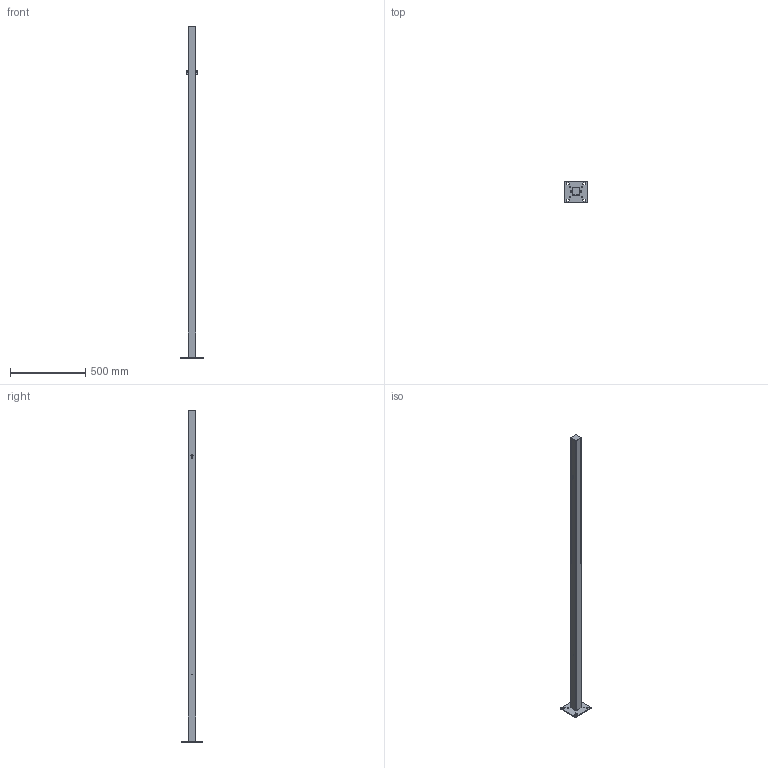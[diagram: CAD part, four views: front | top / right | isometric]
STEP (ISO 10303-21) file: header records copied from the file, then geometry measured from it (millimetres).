
FILE_DESCRIPTION(/* description */ ('STEP AP242 Edition 2','CAx-IF Rec.Pracs.---Representation and Presentation of Product Manufacturing Information (PMI)---4.0---2014-10-13','CAx-IF Rec.Pracs.---3D Tessellated Geometry---0.4---2014-09-14','2;1','CAx-IF Rec.Pracs.---User Defined Attributes---1.5---2016-08-15'),/* implementation_level */ '2;1');
FILE_NAME(/* name */ '697b7486c06a5d295ef7f435',/* time_stamp */ '2026-01-29T14:53:58Z',/* author */ (''),/* organization */ (''),/* preprocessor_version */ 'ST-DEVELOPER v20',/* originating_system */ 'ONSHAPE BY PTC INC, 1.209',/* authorisation */ ' ');
FILE_SCHEMA (('AP242_MANAGED_MODEL_BASED_3D_ENGINEERING_MIM_LF { 1 0 10303 442 3 1 4 }'));
Length unit declared in the file: metre
Products named in the file (10): Standard Post; HRD-0013 <1>; Locking Screw; 2x2 Steel Tube; HRD-0012 <2>; Anchor Post Fitting; HRD-0012 <1>; HRD-0013 <2>; PRT-00016 Rev B; Cap
Assembly tree (11 placements, depth 3):
  Standard Post
    HRD-0013 <1>
      Locking Screw
    2x2 Steel Tube
    HRD-0012 <2>
      Anchor Post Fitting
    HRD-0012 <1>
      Anchor Post Fitting
    HRD-0013 <2>
      Locking Screw
    PRT-00016 Rev B
    Cap
Bounding box: 152.4 x 140 x 2203 mm (x, y, z)
Volume: 987611 mm3; surface area: 896793 mm2
Topology: 7 solids, 7 shells, 168 faces, 421 edges, 277 vertices
Faces by surface type: plane 82, cylinder 74, bspline 8, cone 4
Full cylindrical faces by diameter (mm): 4.2 x9, 4.54 x24, 5 x4, 7 x2, 8 x2, 14 x2, 20 x1
Entity records: 5749 total; most frequent: CARTESIAN_POINT 2852, DIRECTION 570, ORIENTED_EDGE 510, EDGE_CURVE 255, AXIS2_PLACEMENT_3D 208, VERTEX_POINT 178, EDGE_LOOP 171, FACE_BOUND 171
